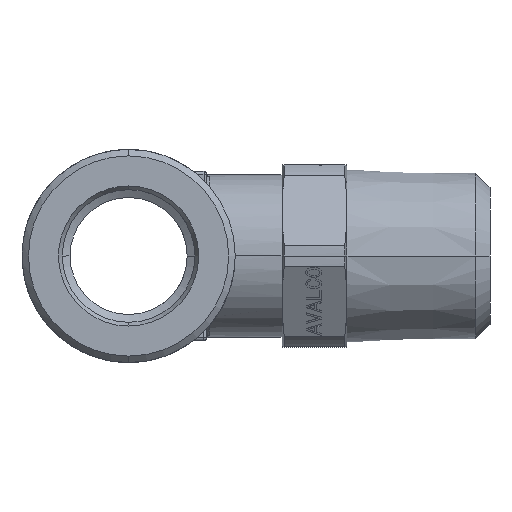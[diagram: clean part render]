
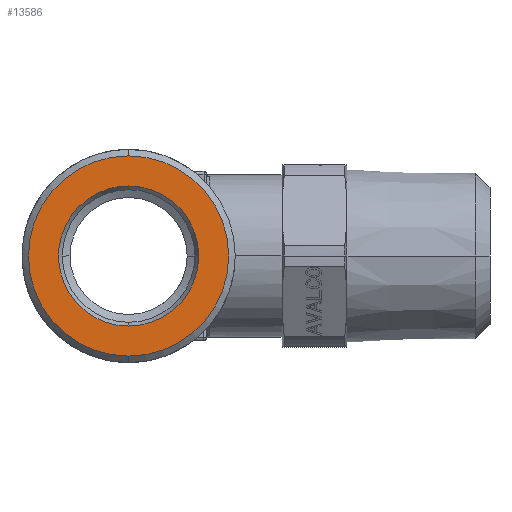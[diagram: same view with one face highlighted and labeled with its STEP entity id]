
A CAD part, left-side view. The second image highlights one B-rep face of the part: STEP entity #13586.
In plain terms, the highlighted planar face has unit normal (-1, 0, 0).
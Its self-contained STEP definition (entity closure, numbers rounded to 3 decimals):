
#13452=CARTESIAN_POINT('Axis2P3D Location',(-29.6,0.,0.)) ;
#13456=CARTESIAN_POINT('Vertex',(-29.6,0.,-7.7)) ;
#13458=CARTESIAN_POINT('Vertex',(-29.6,0.,7.7)) ;
#13483=CARTESIAN_POINT('Axis2P3D Location',(-29.6,0.,0.)) ;
#13541=CARTESIAN_POINT('Axis2P3D Location',(-29.6,0.,0.)) ;
#13550=CARTESIAN_POINT('Axis2P3D Location',(-29.6,0.,0.)) ;
#13554=CARTESIAN_POINT('Vertex',(-29.6,0.,-5.389)) ;
#13556=CARTESIAN_POINT('Vertex',(-29.6,0.,5.389)) ;
#13560=CARTESIAN_POINT('Control Point',(-29.6,0.,-5.389)) ;
#13561=CARTESIAN_POINT('Control Point',(-29.6,0.569,-5.389)) ;
#13562=CARTESIAN_POINT('Control Point',(-29.6,1.137,-5.314)) ;
#13563=CARTESIAN_POINT('Control Point',(-29.6,1.693,-5.164)) ;
#13564=CARTESIAN_POINT('Control Point',(-29.6,2.751,-4.721)) ;
#13565=CARTESIAN_POINT('Control Point',(-29.6,3.658,-4.019)) ;
#13566=CARTESIAN_POINT('Control Point',(-29.6,4.062,-3.609)) ;
#13567=CARTESIAN_POINT('Control Point',(-29.6,4.753,-2.694)) ;
#13568=CARTESIAN_POINT('Control Point',(-29.6,5.184,-1.631)) ;
#13569=CARTESIAN_POINT('Control Point',(-29.6,5.327,-1.073)) ;
#13570=CARTESIAN_POINT('Control Point',(-29.6,5.463,0.066)) ;
#13571=CARTESIAN_POINT('Control Point',(-29.6,5.3,1.201)) ;
#13572=CARTESIAN_POINT('Control Point',(-29.6,5.143,1.755)) ;
#13573=CARTESIAN_POINT('Control Point',(-29.6,4.687,2.807)) ;
#13574=CARTESIAN_POINT('Control Point',(-29.6,3.974,3.706)) ;
#13575=CARTESIAN_POINT('Control Point',(-29.6,3.56,4.105)) ;
#13576=CARTESIAN_POINT('Control Point',(-29.6,2.658,4.77)) ;
#13577=CARTESIAN_POINT('Control Point',(-29.6,1.617,5.184)) ;
#13578=CARTESIAN_POINT('Control Point',(-29.6,1.085,5.32)) ;
#13579=CARTESIAN_POINT('Control Point',(-29.6,0.543,5.389)) ;
#13580=CARTESIAN_POINT('Control Point',(-29.6,0.,5.389)) ;
#13453=DIRECTION('Axis2P3D Direction',(1.,0.,0.)) ;
#13484=DIRECTION('Axis2P3D Direction',(1.,0.,0.)) ;
#13542=DIRECTION('Axis2P3D Direction',(-1.,0.,0.)) ;
#13543=DIRECTION('Axis2P3D XDirection',(0.,0.,1.)) ;
#13551=DIRECTION('Axis2P3D Direction',(-1.,0.,0.)) ;
#13454=AXIS2_PLACEMENT_3D('Circle Axis2P3D',#13452,#13453,$) ;
#13485=AXIS2_PLACEMENT_3D('Circle Axis2P3D',#13483,#13484,$) ;
#13544=AXIS2_PLACEMENT_3D('Plane Axis2P3D',#13541,#13542,#13543) ;
#13552=AXIS2_PLACEMENT_3D('Circle Axis2P3D',#13550,#13551,$) ;
#13547=ORIENTED_EDGE('',*,*,#13460,.F.) ;
#13548=ORIENTED_EDGE('',*,*,#13487,.T.) ;
#13583=ORIENTED_EDGE('',*,*,#13558,.F.) ;
#13584=ORIENTED_EDGE('',*,*,#13581,.T.) ;
#13585=FACE_BOUND('',#13582,.T.) ;
#13586=ADVANCED_FACE('PR415B-10R14',(#13549,#13585),#13545,.T.) ;
#13559=B_SPLINE_CURVE_WITH_KNOTS('',5,(#13560,#13561,#13562,#13563,#13564,#13565,#13566,#13567,#13568,#13569,#13570,#13571,#13572,#13573,#13574,#13575,#13576,#13577,#13578,#13579,#13580),.UNSPECIFIED.,.F.,.U.,(6,3,3,3,3,3,6),(0.,4.021,8.041,12.062,16.083,20.103,23.941),.UNSPECIFIED.) ;
#13455=CIRCLE('generated circle',#13454,7.7) ;
#13486=CIRCLE('generated circle',#13485,7.7) ;
#13553=CIRCLE('generated circle',#13552,5.389) ;
#13460=EDGE_CURVE('',#13457,#13459,#13455,.T.) ;
#13487=EDGE_CURVE('',#13457,#13459,#13486,.F.) ;
#13558=EDGE_CURVE('',#13555,#13557,#13553,.T.) ;
#13581=EDGE_CURVE('',#13555,#13557,#13559,.T.) ;
#13546=EDGE_LOOP('',(#13547,#13548)) ;
#13582=EDGE_LOOP('',(#13583,#13584)) ;
#13549=FACE_OUTER_BOUND('',#13546,.T.) ;
#13545=PLANE('',#13544) ;
#13457=VERTEX_POINT('',#13456) ;
#13459=VERTEX_POINT('',#13458) ;
#13555=VERTEX_POINT('',#13554) ;
#13557=VERTEX_POINT('',#13556) ;
